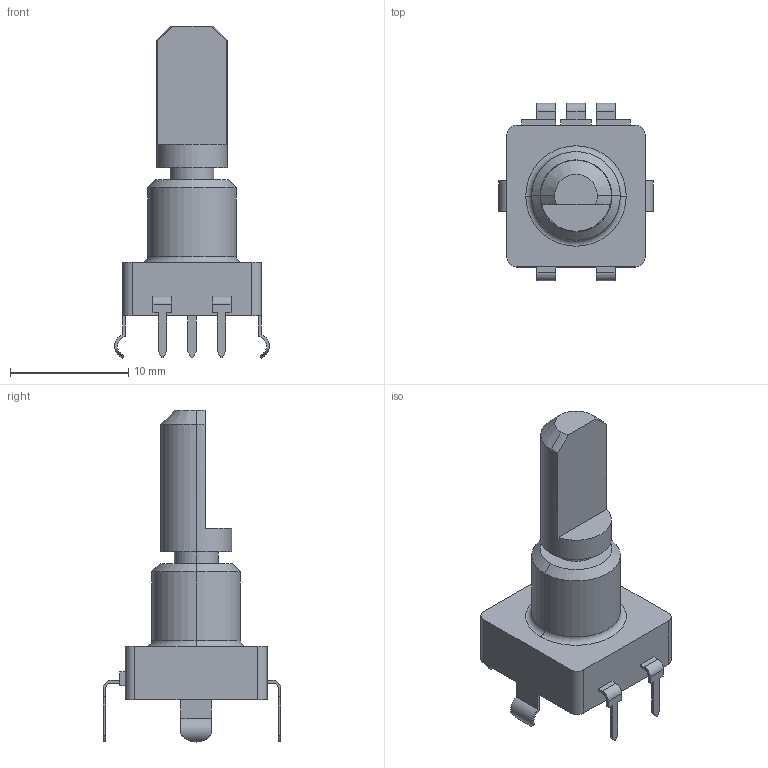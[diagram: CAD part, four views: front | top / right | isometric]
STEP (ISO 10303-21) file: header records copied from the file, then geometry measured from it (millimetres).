
FILE_DESCRIPTION (( 'STEP AP214' ), '1' );
FILE_NAME ('6C4EEBD0-4BEF-470E-ADB7-6C81DD5794F8.STEP', '2025-02-19T01:53:17', ( '' ), ( '' ), 'SwSTEP 2.0', 'SolidWorks 2022', '' );
FILE_SCHEMA (( 'AUTOMOTIVE_DESIGN' ));
Length unit declared in the file: millimetre
Products named in the file (1): 6C4EEBD0-4BEF-470E-ADB7-6C81DD5794F8
Bounding box: 13.1 x 15.03 x 28.09 mm (x, y, z)
Volume: 1196.8 mm3; surface area: 1026.2 mm2
Topology: 4 solids, 4 shells, 143 faces, 369 edges, 242 vertices
Faces by surface type: plane 108, cylinder 28, cone 5, torus 2
Entity records: 5071 total; most frequent: CARTESIAN_POINT 965, ORIENTED_EDGE 738, DIRECTION 702, EDGE_CURVE 369, VECTOR 296, LINE 296, VERTEX_POINT 242, AXIS2_PLACEMENT_3D 203
